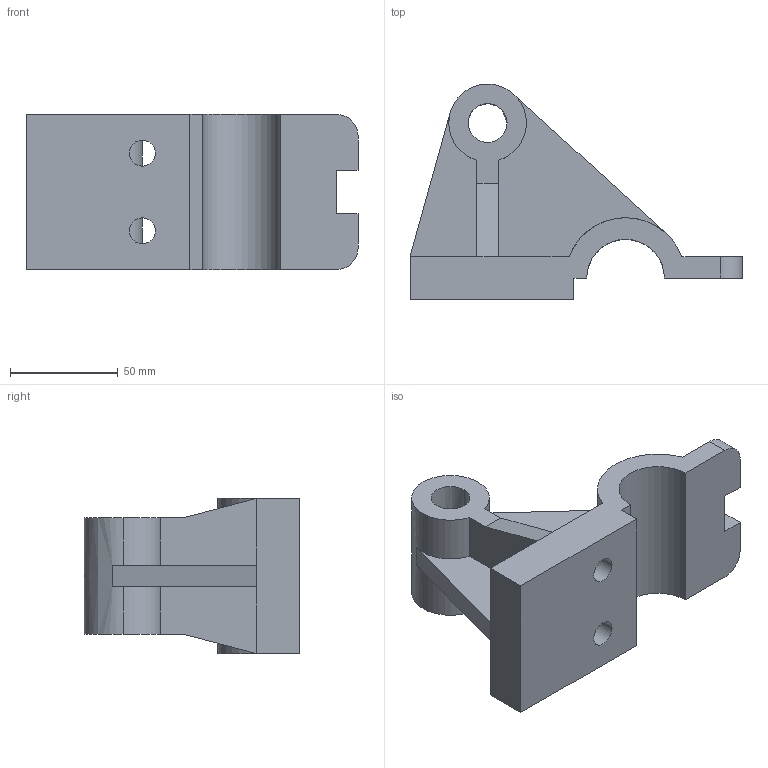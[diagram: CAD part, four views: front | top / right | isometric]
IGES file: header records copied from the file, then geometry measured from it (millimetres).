
Start section: SolidWorks IGES file using analytic representation for surfaces
Global section: file name: Machine Part.IGS; native system: SolidWorks 2012; preprocessor: SolidWorks 2012; author: GSGILL; date: 120215.162657; units: millimetre
Bounding box: 154 x 100 x 72 mm (x, y, z)
Volume: 277796.2 mm3; surface area: 55708.4 mm2
Topology: 1 solids, 1 shells, 48 faces, 132 edges, 86 vertices
Faces by surface type: plane 31, revolution 17
